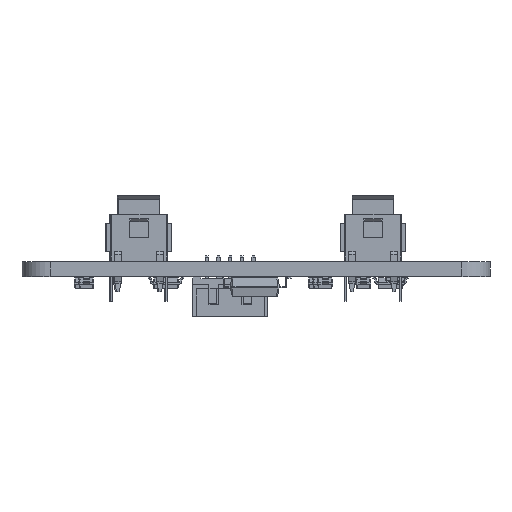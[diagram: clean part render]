
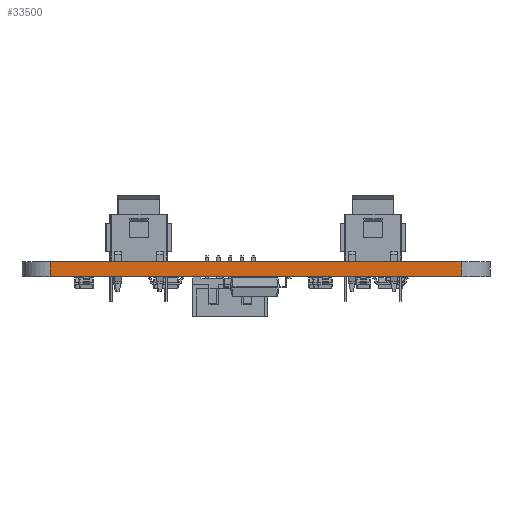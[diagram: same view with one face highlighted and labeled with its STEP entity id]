
A CAD part, front view. The second image highlights one B-rep face of the part: STEP entity #33500.
In plain terms, the highlighted planar face has unit normal (0, -1, 0).
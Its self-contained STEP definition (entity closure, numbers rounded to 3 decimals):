
#31851 = VERTEX_POINT('',#31852);
#31852 = CARTESIAN_POINT('',(-21.979,-49.879,0.));
#31859 = EDGE_CURVE('',#31860,#31851,#31862,.T.);
#31860 = VERTEX_POINT('',#31861);
#31861 = CARTESIAN_POINT('',(22.021,-49.879,0.));
#31862 = LINE('',#31863,#31864);
#31863 = CARTESIAN_POINT('',(22.021,-49.879,0.));
#31864 = VECTOR('',#31865,1.);
#31865 = DIRECTION('',(-1.,0.,0.));
#32662 = VERTEX_POINT('',#32663);
#32663 = CARTESIAN_POINT('',(-21.979,-49.879,1.6));
#32670 = EDGE_CURVE('',#32671,#32662,#32673,.T.);
#32671 = VERTEX_POINT('',#32672);
#32672 = CARTESIAN_POINT('',(22.021,-49.879,1.6));
#32673 = LINE('',#32674,#32675);
#32674 = CARTESIAN_POINT('',(22.021,-49.879,1.6));
#32675 = VECTOR('',#32676,1.);
#32676 = DIRECTION('',(-1.,0.,0.));
#33472 = EDGE_CURVE('',#31860,#32671,#33473,.T.);
#33473 = LINE('',#33474,#33475);
#33474 = CARTESIAN_POINT('',(22.021,-49.879,0.));
#33475 = VECTOR('',#33476,1.);
#33476 = DIRECTION('',(0.,0.,1.));
#33500 = ADVANCED_FACE('',(#33501),#33512,.T.);
#33501 = FACE_BOUND('',#33502,.T.);
#33502 = EDGE_LOOP('',(#33503,#33504,#33505,#33511));
#33503 = ORIENTED_EDGE('',*,*,#33472,.T.);
#33504 = ORIENTED_EDGE('',*,*,#32670,.T.);
#33505 = ORIENTED_EDGE('',*,*,#33506,.F.);
#33506 = EDGE_CURVE('',#31851,#32662,#33507,.T.);
#33507 = LINE('',#33508,#33509);
#33508 = CARTESIAN_POINT('',(-21.979,-49.879,0.));
#33509 = VECTOR('',#33510,1.);
#33510 = DIRECTION('',(0.,0.,1.));
#33511 = ORIENTED_EDGE('',*,*,#31859,.F.);
#33512 = PLANE('',#33513);
#33513 = AXIS2_PLACEMENT_3D('',#33514,#33515,#33516);
#33514 = CARTESIAN_POINT('',(22.021,-49.879,0.));
#33515 = DIRECTION('',(0.,-1.,0.));
#33516 = DIRECTION('',(-1.,0.,0.));
